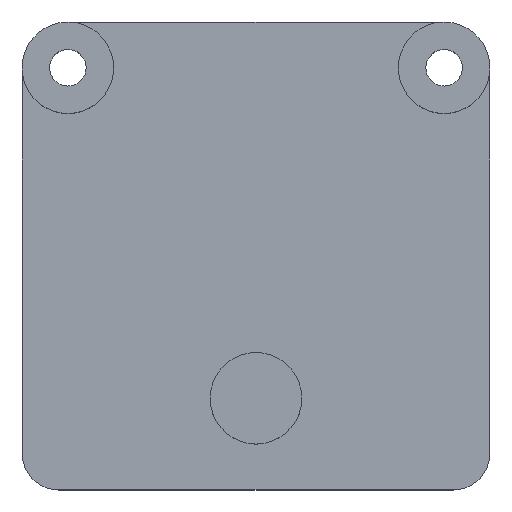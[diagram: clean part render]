
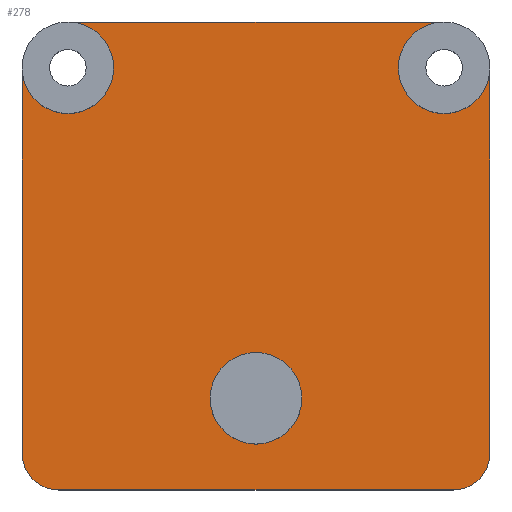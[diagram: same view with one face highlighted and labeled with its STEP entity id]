
A CAD part, top view. The second image highlights one B-rep face of the part: STEP entity #278.
In plain terms, the highlighted planar face has unit normal (0, 0, 1).
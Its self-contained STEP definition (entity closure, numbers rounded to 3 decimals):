
#27=LINE('',#462,#48);
#32=LINE('',#479,#53);
#33=LINE('',#483,#54);
#34=LINE('',#486,#55);
#48=VECTOR('',#373,10.);
#53=VECTOR('',#392,10.);
#54=VECTOR('',#395,10.);
#55=VECTOR('',#398,10.);
#68=FACE_BOUND('',#97,.T.);
#76=FACE_OUTER_BOUND('',#96,.T.);
#96=EDGE_LOOP('',(#217,#218,#219,#220,#221,#222,#223,#224,#225));
#97=EDGE_LOOP('',(#226));
#117=CIRCLE('',#318,2.5);
#118=CIRCLE('',#320,2.5);
#119=CIRCLE('',#321,2.5);
#120=CIRCLE('',#323,2.5);
#121=CIRCLE('',#324,2.);
#122=CIRCLE('',#325,2.);
#138=VERTEX_POINT('',#459);
#139=VERTEX_POINT('',#461);
#140=VERTEX_POINT('',#465);
#141=VERTEX_POINT('',#469);
#142=VERTEX_POINT('',#471);
#143=VERTEX_POINT('',#476);
#144=VERTEX_POINT('',#478);
#145=VERTEX_POINT('',#480);
#146=VERTEX_POINT('',#482);
#147=VERTEX_POINT('',#484);
#164=EDGE_CURVE('',#139,#138,#27,.T.);
#167=EDGE_CURVE('',#140,#140,#117,.T.);
#169=EDGE_CURVE('',#142,#141,#118,.T.);
#171=EDGE_CURVE('',#141,#139,#119,.T.);
#172=EDGE_CURVE('',#138,#143,#120,.T.);
#173=EDGE_CURVE('',#143,#144,#32,.T.);
#174=EDGE_CURVE('',#144,#145,#121,.T.);
#175=EDGE_CURVE('',#145,#146,#33,.T.);
#176=EDGE_CURVE('',#146,#147,#122,.T.);
#177=EDGE_CURVE('',#147,#142,#34,.T.);
#217=ORIENTED_EDGE('',*,*,#169,.T.);
#218=ORIENTED_EDGE('',*,*,#171,.T.);
#219=ORIENTED_EDGE('',*,*,#164,.T.);
#220=ORIENTED_EDGE('',*,*,#172,.T.);
#221=ORIENTED_EDGE('',*,*,#173,.T.);
#222=ORIENTED_EDGE('',*,*,#174,.T.);
#223=ORIENTED_EDGE('',*,*,#175,.T.);
#224=ORIENTED_EDGE('',*,*,#176,.T.);
#225=ORIENTED_EDGE('',*,*,#177,.T.);
#226=ORIENTED_EDGE('',*,*,#167,.T.);
#267=PLANE('',#322);
#278=ADVANCED_FACE('',(#76,#68),#267,.T.);
#318=AXIS2_PLACEMENT_3D('',#467,#378,#379);
#320=AXIS2_PLACEMENT_3D('',#472,#383,#384);
#321=AXIS2_PLACEMENT_3D('',#474,#386,#387);
#322=AXIS2_PLACEMENT_3D('',#475,#388,#389);
#323=AXIS2_PLACEMENT_3D('',#477,#390,#391);
#324=AXIS2_PLACEMENT_3D('',#481,#393,#394);
#325=AXIS2_PLACEMENT_3D('',#485,#396,#397);
#373=DIRECTION('',(-1.,0.,0.));
#378=DIRECTION('center_axis',(0.,0.,-1.));
#379=DIRECTION('ref_axis',(1.,0.,0.));
#383=DIRECTION('center_axis',(0.,0.,-1.));
#384=DIRECTION('ref_axis',(1.,0.,0.));
#386=DIRECTION('center_axis',(0.,0.,-1.));
#387=DIRECTION('ref_axis',(1.,0.,0.));
#388=DIRECTION('center_axis',(0.,0.,1.));
#389=DIRECTION('ref_axis',(1.,0.,0.));
#390=DIRECTION('center_axis',(0.,0.,-1.));
#391=DIRECTION('ref_axis',(1.,0.,0.));
#392=DIRECTION('',(0.,-1.,0.));
#393=DIRECTION('center_axis',(0.,0.,1.));
#394=DIRECTION('ref_axis',(-1.,0.,0.));
#395=DIRECTION('',(1.,0.,0.));
#396=DIRECTION('center_axis',(0.,0.,1.));
#397=DIRECTION('ref_axis',(0.,-1.,0.));
#398=DIRECTION('',(0.,1.,0.));
#459=CARTESIAN_POINT('',(2.5,25.55,2.));
#461=CARTESIAN_POINT('',(23.05,25.55,2.));
#462=CARTESIAN_POINT('',(23.55,25.55,2.));
#465=CARTESIAN_POINT('',(10.275,5.,2.));
#467=CARTESIAN_POINT('Origin',(12.775,5.,2.));
#469=CARTESIAN_POINT('',(20.55,23.05,2.));
#471=CARTESIAN_POINT('',(25.55,23.05,2.));
#472=CARTESIAN_POINT('Origin',(23.05,23.05,2.));
#474=CARTESIAN_POINT('Origin',(23.05,23.05,2.));
#475=CARTESIAN_POINT('Origin',(12.775,12.775,2.));
#476=CARTESIAN_POINT('',(0.,23.05,2.));
#477=CARTESIAN_POINT('Origin',(2.5,23.05,2.));
#478=CARTESIAN_POINT('',(0.,2.,2.));
#479=CARTESIAN_POINT('',(0.,23.55,2.));
#480=CARTESIAN_POINT('',(2.,0.,2.));
#481=CARTESIAN_POINT('Origin',(2.,2.,2.));
#482=CARTESIAN_POINT('',(23.55,0.,2.));
#483=CARTESIAN_POINT('',(2.,0.,2.));
#484=CARTESIAN_POINT('',(25.55,2.,2.));
#485=CARTESIAN_POINT('Origin',(23.55,2.,2.));
#486=CARTESIAN_POINT('',(25.55,2.,2.));
